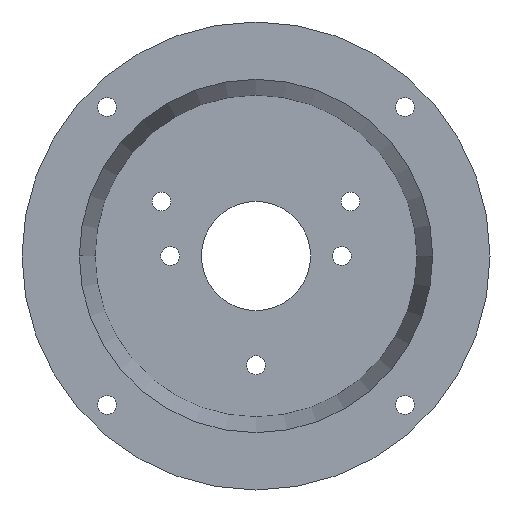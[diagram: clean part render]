
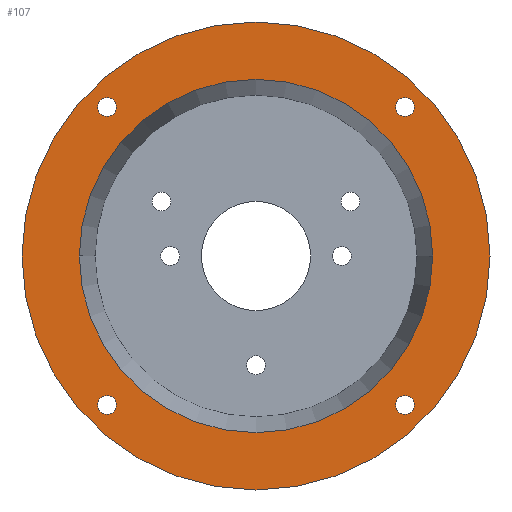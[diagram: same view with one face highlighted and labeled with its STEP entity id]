
A CAD part, front view. The second image highlights one B-rep face of the part: STEP entity #107.
In plain terms, the highlighted planar face has unit normal (0, -1, 0).
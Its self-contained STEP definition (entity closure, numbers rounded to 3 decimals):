
#2 = DIRECTION ( 'NONE',  ( 0., 0., -1. ) ) ;
#4 = CARTESIAN_POINT ( 'NONE',  ( 75., 0., 0. ) ) ;
#5 = CARTESIAN_POINT ( 'NONE',  ( 56.617, 0., 0. ) ) ;
#6 = EDGE_CURVE ( 'NONE', #283, #59, #643, .T. ) ;
#9 = AXIS2_PLACEMENT_3D ( 'NONE', #382, #121, #652 ) ;
#12 = DIRECTION ( 'NONE',  ( 0., 1., 0. ) ) ;
#15 = CARTESIAN_POINT ( 'NONE',  ( 47.73, 0., -47.73 ) ) ;
#22 = CARTESIAN_POINT ( 'NONE',  ( -47.73, 0., -44.73 ) ) ;
#23 = EDGE_LOOP ( 'NONE', ( #650, #1004 ) ) ;
#27 = ORIENTED_EDGE ( 'NONE', *, *, #384, .F. ) ;
#33 = EDGE_LOOP ( 'NONE', ( #47, #287 ) ) ;
#38 = DIRECTION ( 'NONE',  ( 0., -1., 0. ) ) ;
#41 = VERTEX_POINT ( 'NONE', #396 ) ;
#44 = CIRCLE ( 'NONE', #181, 3. ) ;
#46 = EDGE_LOOP ( 'NONE', ( #27, #944 ) ) ;
#47 = ORIENTED_EDGE ( 'NONE', *, *, #439, .T. ) ;
#49 = CARTESIAN_POINT ( 'NONE',  ( 50.73, 0., 47.73 ) ) ;
#53 = DIRECTION ( 'NONE',  ( 0., 1., 0. ) ) ;
#59 = VERTEX_POINT ( 'NONE', #5 ) ;
#60 = FACE_BOUND ( 'NONE', #143, .T. ) ;
#66 = CARTESIAN_POINT ( 'NONE',  ( -44.73, 0., 47.73 ) ) ;
#71 = FACE_BOUND ( 'NONE', #337, .T. ) ;
#79 = PLANE ( 'NONE',  #612 ) ;
#83 = CIRCLE ( 'NONE', #538, 3. ) ;
#87 = VERTEX_POINT ( 'NONE', #66 ) ;
#98 = DIRECTION ( 'NONE',  ( 0., 1., 0. ) ) ;
#107 = ADVANCED_FACE ( 'NONE', ( #153, #1059, #823, #60, #71, #402 ), #79, .T. ) ;
#108 = DIRECTION ( 'NONE',  ( -1., 0., 0. ) ) ;
#120 = VERTEX_POINT ( 'NONE', #659 ) ;
#121 = DIRECTION ( 'NONE',  ( 0., -1., 0. ) ) ;
#130 = CIRCLE ( 'NONE', #406, 56.617 ) ;
#133 = ORIENTED_EDGE ( 'NONE', *, *, #275, .T. ) ;
#140 = CARTESIAN_POINT ( 'NONE',  ( 44.73, 0., 47.73 ) ) ;
#143 = EDGE_LOOP ( 'NONE', ( #133, #236 ) ) ;
#144 = EDGE_CURVE ( 'NONE', #120, #948, #148, .T. ) ;
#148 = CIRCLE ( 'NONE', #764, 3. ) ;
#151 = VERTEX_POINT ( 'NONE', #22 ) ;
#153 = FACE_BOUND ( 'NONE', #46, .T. ) ;
#174 = CARTESIAN_POINT ( 'NONE',  ( 47.73, 0., 47.73 ) ) ;
#181 = AXIS2_PLACEMENT_3D ( 'NONE', #421, #572, #932 ) ;
#192 = EDGE_CURVE ( 'NONE', #736, #41, #654, .T. ) ;
#214 = CARTESIAN_POINT ( 'NONE',  ( -47.73, 0., -50.73 ) ) ;
#231 = AXIS2_PLACEMENT_3D ( 'NONE', #938, #38, #1026 ) ;
#236 = ORIENTED_EDGE ( 'NONE', *, *, #526, .T. ) ;
#247 = DIRECTION ( 'NONE',  ( 0., 1., 0. ) ) ;
#254 = CARTESIAN_POINT ( 'NONE',  ( -56.617, 0., 0. ) ) ;
#265 = EDGE_CURVE ( 'NONE', #862, #488, #1065, .T. ) ;
#275 = EDGE_CURVE ( 'NONE', #87, #301, #954, .T. ) ;
#283 = VERTEX_POINT ( 'NONE', #254 ) ;
#287 = ORIENTED_EDGE ( 'NONE', *, *, #144, .T. ) ;
#301 = VERTEX_POINT ( 'NONE', #380 ) ;
#337 = EDGE_LOOP ( 'NONE', ( #870, #879 ) ) ;
#339 = DIRECTION ( 'NONE',  ( 0., 0., -1. ) ) ;
#350 = DIRECTION ( 'NONE',  ( 0., 1., 0. ) ) ;
#362 = CARTESIAN_POINT ( 'NONE',  ( 0., 0., 0. ) ) ;
#363 = ORIENTED_EDGE ( 'NONE', *, *, #192, .T. ) ;
#366 = DIRECTION ( 'NONE',  ( 1., 0., 0. ) ) ;
#380 = CARTESIAN_POINT ( 'NONE',  ( -50.73, 0., 47.73 ) ) ;
#382 = CARTESIAN_POINT ( 'NONE',  ( 0., 0., 0. ) ) ;
#384 = EDGE_CURVE ( 'NONE', #59, #283, #130, .T. ) ;
#392 = DIRECTION ( 'NONE',  ( -1., 0., 0. ) ) ;
#396 = CARTESIAN_POINT ( 'NONE',  ( -75., 0., 0. ) ) ;
#402 = FACE_OUTER_BOUND ( 'NONE', #1063, .T. ) ;
#406 = AXIS2_PLACEMENT_3D ( 'NONE', #362, #693, #366 ) ;
#419 = CARTESIAN_POINT ( 'NONE',  ( -47.73, 0., 47.73 ) ) ;
#421 = CARTESIAN_POINT ( 'NONE',  ( -47.73, 0., -47.73 ) ) ;
#422 = EDGE_CURVE ( 'NONE', #41, #736, #704, .T. ) ;
#423 = AXIS2_PLACEMENT_3D ( 'NONE', #457, #53, #716 ) ;
#424 = AXIS2_PLACEMENT_3D ( 'NONE', #737, #247, #569 ) ;
#439 = EDGE_CURVE ( 'NONE', #948, #120, #974, .T. ) ;
#449 = AXIS2_PLACEMENT_3D ( 'NONE', #174, #98, #108 ) ;
#457 = CARTESIAN_POINT ( 'NONE',  ( 47.73, 0., 47.73 ) ) ;
#475 = DIRECTION ( 'NONE',  ( 0., 1., 0. ) ) ;
#488 = VERTEX_POINT ( 'NONE', #140 ) ;
#506 = AXIS2_PLACEMENT_3D ( 'NONE', #961, #475, #901 ) ;
#526 = EDGE_CURVE ( 'NONE', #301, #87, #83, .T. ) ;
#529 = ORIENTED_EDGE ( 'NONE', *, *, #422, .T. ) ;
#538 = AXIS2_PLACEMENT_3D ( 'NONE', #750, #555, #2 ) ;
#555 = DIRECTION ( 'NONE',  ( 0., 1., 0. ) ) ;
#569 = DIRECTION ( 'NONE',  ( 1., 0., 0. ) ) ;
#572 = DIRECTION ( 'NONE',  ( 0., 1., 0. ) ) ;
#582 = DIRECTION ( 'NONE',  ( 0., 0., 1. ) ) ;
#612 = AXIS2_PLACEMENT_3D ( 'NONE', #636, #1074, #392 ) ;
#636 = CARTESIAN_POINT ( 'NONE',  ( 56.617, 0., 0. ) ) ;
#643 = CIRCLE ( 'NONE', #9, 56.617 ) ;
#644 = AXIS2_PLACEMENT_3D ( 'NONE', #419, #12, #339 ) ;
#650 = ORIENTED_EDGE ( 'NONE', *, *, #265, .T. ) ;
#652 = DIRECTION ( 'NONE',  ( 1., 0., 0. ) ) ;
#654 = CIRCLE ( 'NONE', #709, 75. ) ;
#659 = CARTESIAN_POINT ( 'NONE',  ( 47.73, 0., -44.73 ) ) ;
#667 = DIRECTION ( 'NONE',  ( 1., 0., 0. ) ) ;
#672 = DIRECTION ( 'NONE',  ( 0., -1., 0. ) ) ;
#693 = DIRECTION ( 'NONE',  ( 0., -1., 0. ) ) ;
#704 = CIRCLE ( 'NONE', #231, 75. ) ;
#709 = AXIS2_PLACEMENT_3D ( 'NONE', #918, #672, #667 ) ;
#716 = DIRECTION ( 'NONE',  ( -1., 0., 0. ) ) ;
#736 = VERTEX_POINT ( 'NONE', #4 ) ;
#737 = CARTESIAN_POINT ( 'NONE',  ( -47.73, 0., -47.73 ) ) ;
#742 = CIRCLE ( 'NONE', #424, 3. ) ;
#750 = CARTESIAN_POINT ( 'NONE',  ( -47.73, 0., 47.73 ) ) ;
#764 = AXIS2_PLACEMENT_3D ( 'NONE', #15, #350, #582 ) ;
#799 = EDGE_CURVE ( 'NONE', #883, #151, #742, .T. ) ;
#823 = FACE_BOUND ( 'NONE', #23, .T. ) ;
#862 = VERTEX_POINT ( 'NONE', #49 ) ;
#870 = ORIENTED_EDGE ( 'NONE', *, *, #799, .T. ) ;
#879 = ORIENTED_EDGE ( 'NONE', *, *, #1062, .T. ) ;
#883 = VERTEX_POINT ( 'NONE', #214 ) ;
#896 = CIRCLE ( 'NONE', #423, 3. ) ;
#901 = DIRECTION ( 'NONE',  ( 0., 0., 1. ) ) ;
#918 = CARTESIAN_POINT ( 'NONE',  ( 0., 0., 0. ) ) ;
#932 = DIRECTION ( 'NONE',  ( 1., 0., 0. ) ) ;
#938 = CARTESIAN_POINT ( 'NONE',  ( 0., 0., 0. ) ) ;
#944 = ORIENTED_EDGE ( 'NONE', *, *, #6, .F. ) ;
#948 = VERTEX_POINT ( 'NONE', #952 ) ;
#952 = CARTESIAN_POINT ( 'NONE',  ( 47.73, 0., -50.73 ) ) ;
#954 = CIRCLE ( 'NONE', #644, 3. ) ;
#961 = CARTESIAN_POINT ( 'NONE',  ( 47.73, 0., -47.73 ) ) ;
#974 = CIRCLE ( 'NONE', #506, 3. ) ;
#1004 = ORIENTED_EDGE ( 'NONE', *, *, #1030, .T. ) ;
#1026 = DIRECTION ( 'NONE',  ( 1., 0., 0. ) ) ;
#1030 = EDGE_CURVE ( 'NONE', #488, #862, #896, .T. ) ;
#1059 = FACE_BOUND ( 'NONE', #33, .T. ) ;
#1062 = EDGE_CURVE ( 'NONE', #151, #883, #44, .T. ) ;
#1063 = EDGE_LOOP ( 'NONE', ( #363, #529 ) ) ;
#1065 = CIRCLE ( 'NONE', #449, 3. ) ;
#1074 = DIRECTION ( 'NONE',  ( 0., -1., 0. ) ) ;
